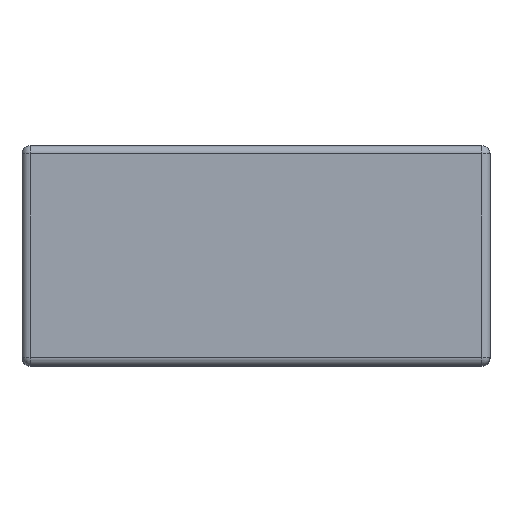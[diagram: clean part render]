
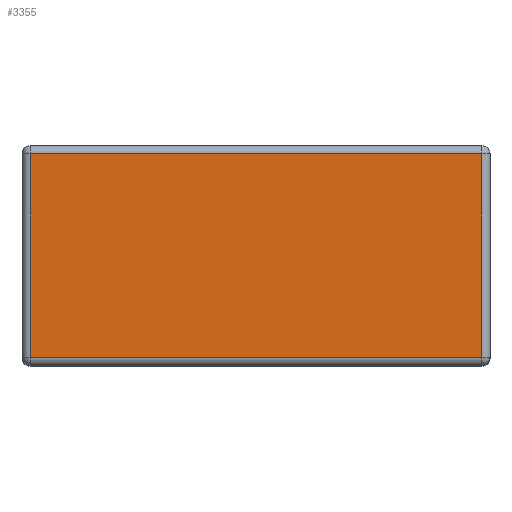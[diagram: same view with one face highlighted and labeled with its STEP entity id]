
A CAD part, top view. The second image highlights one B-rep face of the part: STEP entity #3355.
In plain terms, the highlighted planar face has unit normal (0, 0, 1).
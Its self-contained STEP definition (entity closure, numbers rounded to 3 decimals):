
#11 = CARTESIAN_POINT ( 'NONE',  ( 4.1, -1.85, 8. ) ) ;
#122 = DIRECTION ( 'NONE',  ( 1., 0., 0. ) ) ;
#176 = ORIENTED_EDGE ( 'NONE', *, *, #1909, .T. ) ;
#236 = VERTEX_POINT ( 'NONE', #11 ) ;
#330 = VECTOR ( 'NONE', #1434, 1000. ) ;
#338 = CARTESIAN_POINT ( 'NONE',  ( -4.25, 1.85, 8. ) ) ;
#529 = EDGE_LOOP ( 'NONE', ( #2038, #3236, #1034, #176 ) ) ;
#864 = FACE_OUTER_BOUND ( 'NONE', #529, .T. ) ;
#916 = LINE ( 'NONE', #338, #330 ) ;
#961 = CARTESIAN_POINT ( 'NONE',  ( 4.1, 1.85, 8. ) ) ;
#1034 = ORIENTED_EDGE ( 'NONE', *, *, #1509, .T. ) ;
#1156 = CARTESIAN_POINT ( 'NONE',  ( 4.25, -1.85, 8. ) ) ;
#1370 = VERTEX_POINT ( 'NONE', #3036 ) ;
#1434 = DIRECTION ( 'NONE',  ( -1., 0., 0. ) ) ;
#1509 = EDGE_CURVE ( 'NONE', #2366, #1370, #2417, .T. ) ;
#1814 = CARTESIAN_POINT ( 'NONE',  ( -4.1, -2., 8. ) ) ;
#1825 = LINE ( 'NONE', #1950, #2183 ) ;
#1838 = CARTESIAN_POINT ( 'NONE',  ( -4.1, 1.85, 8. ) ) ;
#1909 = EDGE_CURVE ( 'NONE', #1370, #236, #2745, .T. ) ;
#1950 = CARTESIAN_POINT ( 'NONE',  ( 4.1, 2., 8. ) ) ;
#1967 = EDGE_CURVE ( 'NONE', #2352, #2366, #916, .T. ) ;
#1994 = DIRECTION ( 'NONE',  ( 0., 0., 1. ) ) ;
#2038 = ORIENTED_EDGE ( 'NONE', *, *, #2883, .T. ) ;
#2162 = VECTOR ( 'NONE', #2931, 1000. ) ;
#2183 = VECTOR ( 'NONE', #2244, 1000. ) ;
#2244 = DIRECTION ( 'NONE',  ( 0., 1., 0. ) ) ;
#2269 = CARTESIAN_POINT ( 'NONE',  ( 0., 0., 8. ) ) ;
#2352 = VERTEX_POINT ( 'NONE', #961 ) ;
#2366 = VERTEX_POINT ( 'NONE', #1838 ) ;
#2417 = LINE ( 'NONE', #1814, #2162 ) ;
#2547 = DIRECTION ( 'NONE',  ( 1., 0., 0. ) ) ;
#2745 = LINE ( 'NONE', #1156, #3495 ) ;
#2764 = PLANE ( 'NONE',  #2990 ) ;
#2883 = EDGE_CURVE ( 'NONE', #236, #2352, #1825, .T. ) ;
#2931 = DIRECTION ( 'NONE',  ( 0., -1., 0. ) ) ;
#2990 = AXIS2_PLACEMENT_3D ( 'NONE', #2269, #1994, #2547 ) ;
#3036 = CARTESIAN_POINT ( 'NONE',  ( -4.1, -1.85, 8. ) ) ;
#3236 = ORIENTED_EDGE ( 'NONE', *, *, #1967, .T. ) ;
#3355 = ADVANCED_FACE ( 'NONE', ( #864 ), #2764, .T. ) ;
#3495 = VECTOR ( 'NONE', #122, 1000. ) ;
